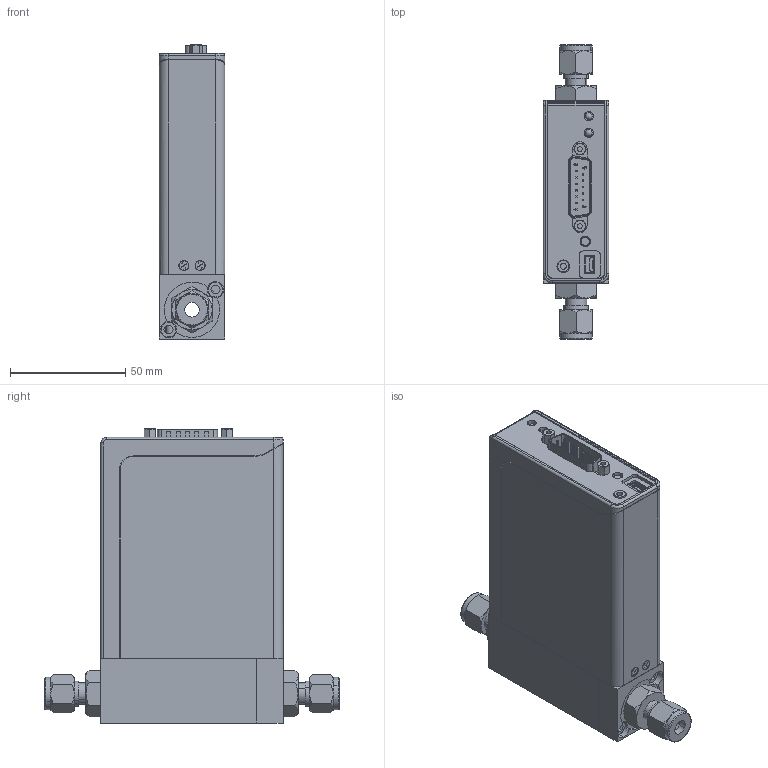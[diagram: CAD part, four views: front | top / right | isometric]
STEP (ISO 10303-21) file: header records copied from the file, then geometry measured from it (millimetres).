
FILE_DESCRIPTION (( 'STEP AP203' ), '1' );
FILE_NAME ('GF040-T2-S4.STEP', '2014-10-15T18:15:05', ( 'mrutkowski' ), ( 'Hewlett-Packard Company' ), 'SwSTEP 2.0', 'SolidWorks 2012', '' );
FILE_SCHEMA (( 'CONFIG_CONTROL_DESIGN' ));
Length unit declared in the file: inch
Products named in the file (1): GF040-T2-S4
Bounding box: 28.57 x 127.51 x 127.48 mm (x, y, z)
Surface area: 46869 mm2 (no closed solid volume)
Topology: 0 solids, 37 shells, 570 faces, 1766 edges, 1205 vertices
Faces by surface type: plane 326, cylinder 136, cone 90, bspline 18
Entity records: 21320 total; most frequent: CARTESIAN_POINT 6028, DIRECTION 3056, ORIENTED_EDGE 2859, EDGE_CURVE 1762, VERTEX_POINT 1205, VECTOR 1162, LINE 1162, AXIS2_PLACEMENT_3D 947
